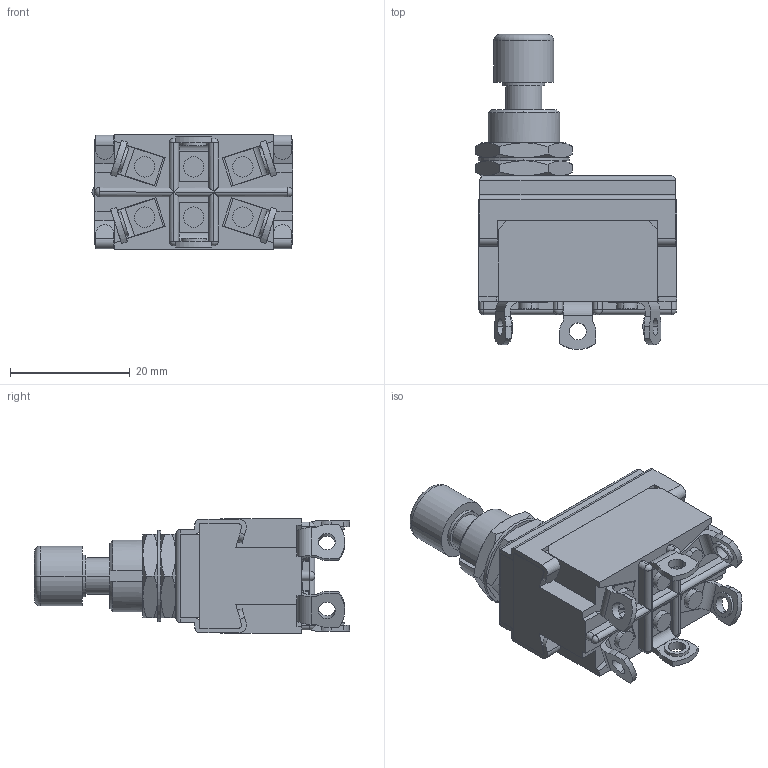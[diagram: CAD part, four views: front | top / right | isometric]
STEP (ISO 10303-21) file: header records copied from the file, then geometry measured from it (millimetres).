
FILE_DESCRIPTION (( 'STEP AP203' ), '1' );
FILE_NAME ('APR02.STEP', '2020-03-16T00:26:01', ( '' ), ( '' ), 'SwSTEP 2.0', 'SolidWorks 2018', '' );
FILE_SCHEMA (( 'CONFIG_CONTROL_DESIGN' ));
Length unit declared in the file: millimetre
Products named in the file (7): 9803 0458 20(L儚僢僔儍乕)model; APR02; 上組 スリーブ組 標準押し釦(APR) (Aシリーズ); 働乕僗 2嬌 (A僔儕乕僘); 9801 0063 20(ナット)model; 壓慻 2嬌 2抂巕 (A僔儕乕僘); 2端子 (Aシリーズ)
Assembly tree (12 placements, depth 3):
  APR02
    上組 スリーブ組 標準押し釦(APR) (Aシリーズ)
    9801 0063 20(ナット)model  x2
    9803 0458 20(L儚僢僔儍乕)model
    壓慻 2嬌 2抂巕 (A僔儕乕僘)
      働乕僗 2嬌 (A僔儕乕僘)
      2端子 (Aシリーズ)  x6
Bounding box: 33.58 x 52.6 x 19.2 mm (x, y, z)
Volume: 15008.3 mm3; surface area: 8815.7 mm2
Topology: 11 solids, 11 shells, 438 faces, 1100 edges, 706 vertices
Faces by surface type: plane 226, cylinder 177, cone 27, sphere 6, torus 2
Entity records: 9814 total; most frequent: CARTESIAN_POINT 1709, DIRECTION 1541, ORIENTED_EDGE 1492, EDGE_CURVE 746, AXIS2_PLACEMENT_3D 526, LINE 489, VECTOR 489, VERTEX_POINT 478
